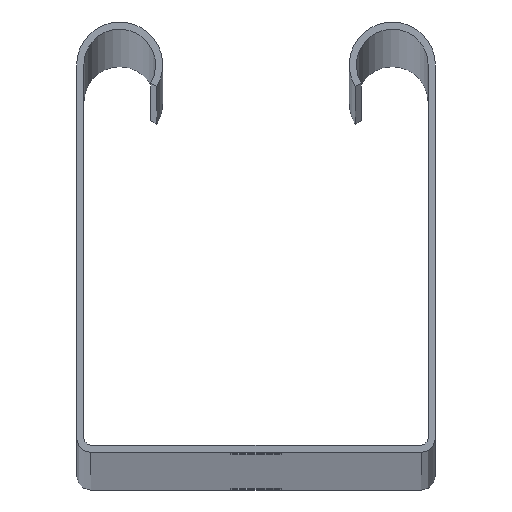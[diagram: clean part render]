
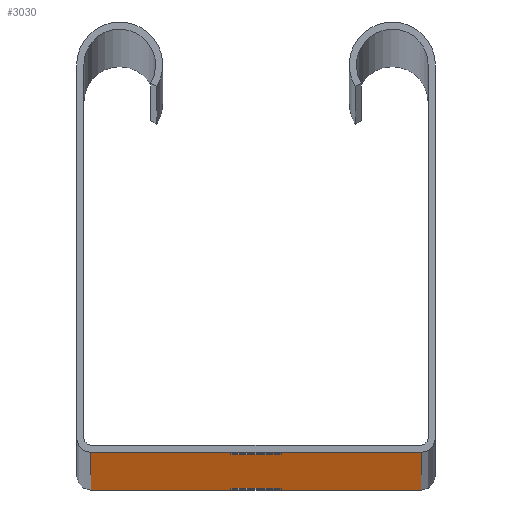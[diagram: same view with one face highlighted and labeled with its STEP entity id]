
A CAD part, top view. The second image highlights one B-rep face of the part: STEP entity #3030.
In plain terms, the highlighted planar face has unit normal (0, -1, 0).
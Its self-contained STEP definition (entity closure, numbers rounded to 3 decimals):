
#16=DIRECTION('',(1.,0.,0.));
#17=VECTOR('',#16,46.);
#18=CARTESIAN_POINT('',(-23.,-1.,-1500.));
#19=LINE('',#18,#17);
#878=DIRECTION('',(0.,0.,1.));
#879=VECTOR('',#878,3000.);
#880=CARTESIAN_POINT('',(23.,-1.,-1500.));
#881=LINE('',#880,#879);
#882=DIRECTION('',(0.,0.,1.));
#883=VECTOR('',#882,3000.);
#884=CARTESIAN_POINT('',(-23.,-1.,-1500.));
#885=LINE('',#884,#883);
#886=CARTESIAN_POINT('',(0.,-1.,1462.5));
#887=DIRECTION('',(0.,1.,0.));
#888=DIRECTION('',(1.,0.,0.));
#889=AXIS2_PLACEMENT_3D('',#886,#887,#888);
#891=DIRECTION('',(0.,0.,-1.));
#892=VECTOR('',#891,25.);
#893=CARTESIAN_POINT('',(3.5,-1.,1487.5));
#894=LINE('',#893,#892);
#895=CARTESIAN_POINT('',(0.,-1.,1487.5));
#896=DIRECTION('',(0.,1.,0.));
#897=DIRECTION('',(-1.,0.,0.));
#898=AXIS2_PLACEMENT_3D('',#895,#896,#897);
#900=DIRECTION('',(0.,0.,1.));
#901=VECTOR('',#900,25.);
#902=CARTESIAN_POINT('',(-3.5,-1.,1462.5));
#903=LINE('',#902,#901);
#904=CARTESIAN_POINT('',(0.,-1.,1412.5));
#905=DIRECTION('',(0.,1.,0.));
#906=DIRECTION('',(1.,0.,0.));
#907=AXIS2_PLACEMENT_3D('',#904,#905,#906);
#909=DIRECTION('',(0.,0.,-1.));
#910=VECTOR('',#909,25.);
#911=CARTESIAN_POINT('',(3.5,-1.,1437.5));
#912=LINE('',#911,#910);
#913=CARTESIAN_POINT('',(0.,-1.,1437.5));
#914=DIRECTION('',(0.,1.,0.));
#915=DIRECTION('',(-1.,0.,0.));
#916=AXIS2_PLACEMENT_3D('',#913,#914,#915);
#918=DIRECTION('',(0.,0.,1.));
#919=VECTOR('',#918,25.);
#920=CARTESIAN_POINT('',(-3.5,-1.,1412.5));
#921=LINE('',#920,#919);
#922=CARTESIAN_POINT('',(0.,-1.,1362.5));
#923=DIRECTION('',(0.,1.,0.));
#924=DIRECTION('',(1.,0.,0.));
#925=AXIS2_PLACEMENT_3D('',#922,#923,#924);
#927=DIRECTION('',(0.,0.,-1.));
#928=VECTOR('',#927,25.);
#929=CARTESIAN_POINT('',(3.5,-1.,1387.5));
#930=LINE('',#929,#928);
#931=CARTESIAN_POINT('',(0.,-1.,1387.5));
#932=DIRECTION('',(0.,1.,0.));
#933=DIRECTION('',(-1.,0.,0.));
#934=AXIS2_PLACEMENT_3D('',#931,#932,#933);
#936=DIRECTION('',(0.,0.,1.));
#937=VECTOR('',#936,25.);
#938=CARTESIAN_POINT('',(-3.5,-1.,1362.5));
#939=LINE('',#938,#937);
#940=CARTESIAN_POINT('',(0.,-1.,-1462.5));
#941=DIRECTION('',(0.,-1.,0.));
#942=DIRECTION('',(1.,0.,0.));
#943=AXIS2_PLACEMENT_3D('',#940,#941,#942);
#945=DIRECTION('',(0.,0.,-1.));
#946=VECTOR('',#945,25.);
#947=CARTESIAN_POINT('',(-3.5,-1.,-1462.5));
#948=LINE('',#947,#946);
#949=CARTESIAN_POINT('',(0.,-1.,-1487.5));
#950=DIRECTION('',(0.,-1.,0.));
#951=DIRECTION('',(-1.,0.,0.));
#952=AXIS2_PLACEMENT_3D('',#949,#950,#951);
#954=DIRECTION('',(0.,0.,1.));
#955=VECTOR('',#954,25.);
#956=CARTESIAN_POINT('',(3.5,-1.,-1487.5));
#957=LINE('',#956,#955);
#958=CARTESIAN_POINT('',(0.,-1.,-1412.5));
#959=DIRECTION('',(0.,-1.,0.));
#960=DIRECTION('',(1.,0.,0.));
#961=AXIS2_PLACEMENT_3D('',#958,#959,#960);
#963=DIRECTION('',(0.,0.,-1.));
#964=VECTOR('',#963,25.);
#965=CARTESIAN_POINT('',(-3.5,-1.,-1412.5));
#966=LINE('',#965,#964);
#967=CARTESIAN_POINT('',(0.,-1.,-1437.5));
#968=DIRECTION('',(0.,-1.,0.));
#969=DIRECTION('',(-1.,0.,0.));
#970=AXIS2_PLACEMENT_3D('',#967,#968,#969);
#972=DIRECTION('',(0.,0.,1.));
#973=VECTOR('',#972,25.);
#974=CARTESIAN_POINT('',(3.5,-1.,-1437.5));
#975=LINE('',#974,#973);
#976=CARTESIAN_POINT('',(0.,-1.,-1362.5));
#977=DIRECTION('',(0.,-1.,0.));
#978=DIRECTION('',(1.,0.,0.));
#979=AXIS2_PLACEMENT_3D('',#976,#977,#978);
#981=DIRECTION('',(0.,0.,-1.));
#982=VECTOR('',#981,25.);
#983=CARTESIAN_POINT('',(-3.5,-1.,-1362.5));
#984=LINE('',#983,#982);
#985=CARTESIAN_POINT('',(0.,-1.,-1387.5));
#986=DIRECTION('',(0.,-1.,0.));
#987=DIRECTION('',(-1.,0.,0.));
#988=AXIS2_PLACEMENT_3D('',#985,#986,#987);
#990=DIRECTION('',(0.,0.,1.));
#991=VECTOR('',#990,25.);
#992=CARTESIAN_POINT('',(3.5,-1.,-1387.5));
#993=LINE('',#992,#991);
#1277=DIRECTION('',(1.,0.,0.));
#1278=VECTOR('',#1277,46.);
#1279=CARTESIAN_POINT('',(-23.,-1.,1500.));
#1280=LINE('',#1279,#1278);
#1776=CARTESIAN_POINT('',(-23.,-1.,-1500.));
#1777=VERTEX_POINT('',#1776);
#1778=CARTESIAN_POINT('',(23.,-1.,-1500.));
#1779=VERTEX_POINT('',#1778);
#1808=CARTESIAN_POINT('',(-23.,-1.,1500.));
#1809=VERTEX_POINT('',#1808);
#1810=CARTESIAN_POINT('',(23.,-1.,1500.));
#1811=VERTEX_POINT('',#1810);
#1834=CARTESIAN_POINT('',(3.5,-1.,1462.5));
#1835=CARTESIAN_POINT('',(-3.5,-1.,1462.5));
#1836=VERTEX_POINT('',#1834);
#1837=VERTEX_POINT('',#1835);
#1838=CARTESIAN_POINT('',(-3.5,-1.,1487.5));
#1839=VERTEX_POINT('',#1838);
#1840=CARTESIAN_POINT('',(3.5,-1.,1487.5));
#1841=VERTEX_POINT('',#1840);
#1850=CARTESIAN_POINT('',(3.5,-1.,1412.5));
#1851=CARTESIAN_POINT('',(-3.5,-1.,1412.5));
#1852=VERTEX_POINT('',#1850);
#1853=VERTEX_POINT('',#1851);
#1854=CARTESIAN_POINT('',(-3.5,-1.,1437.5));
#1855=VERTEX_POINT('',#1854);
#1856=CARTESIAN_POINT('',(3.5,-1.,1437.5));
#1857=VERTEX_POINT('',#1856);
#1866=CARTESIAN_POINT('',(3.5,-1.,1362.5));
#1867=CARTESIAN_POINT('',(-3.5,-1.,1362.5));
#1868=VERTEX_POINT('',#1866);
#1869=VERTEX_POINT('',#1867);
#1870=CARTESIAN_POINT('',(-3.5,-1.,1387.5));
#1871=VERTEX_POINT('',#1870);
#1872=CARTESIAN_POINT('',(3.5,-1.,1387.5));
#1873=VERTEX_POINT('',#1872);
#2075=CARTESIAN_POINT('',(3.5,-1.,-1462.5));
#2077=VERTEX_POINT('',#2075);
#2079=CARTESIAN_POINT('',(-3.5,-1.,-1462.5));
#2081=VERTEX_POINT('',#2079);
#2083=CARTESIAN_POINT('',(-3.5,-1.,-1487.5));
#2085=VERTEX_POINT('',#2083);
#2087=CARTESIAN_POINT('',(3.5,-1.,-1487.5));
#2089=VERTEX_POINT('',#2087);
#2091=CARTESIAN_POINT('',(3.5,-1.,-1412.5));
#2093=VERTEX_POINT('',#2091);
#2095=CARTESIAN_POINT('',(-3.5,-1.,-1412.5));
#2097=VERTEX_POINT('',#2095);
#2099=CARTESIAN_POINT('',(-3.5,-1.,-1437.5));
#2101=VERTEX_POINT('',#2099);
#2103=CARTESIAN_POINT('',(3.5,-1.,-1437.5));
#2105=VERTEX_POINT('',#2103);
#2298=CARTESIAN_POINT('',(3.5,-1.,-1362.5));
#2299=CARTESIAN_POINT('',(-3.5,-1.,-1362.5));
#2300=VERTEX_POINT('',#2298);
#2301=VERTEX_POINT('',#2299);
#2302=CARTESIAN_POINT('',(-3.5,-1.,-1387.5));
#2303=VERTEX_POINT('',#2302);
#2304=CARTESIAN_POINT('',(3.5,-1.,-1387.5));
#2305=VERTEX_POINT('',#2304);
#2957=CARTESIAN_POINT('',(-23.,-1.,-1500.));
#2958=DIRECTION('',(0.,-1.,0.));
#2959=DIRECTION('',(1.,0.,0.));
#2960=AXIS2_PLACEMENT_3D('',#2957,#2958,#2959);
#2961=PLANE('',#2960);
#2962=ORIENTED_EDGE('',*,*,#2325,.F.);
#2964=ORIENTED_EDGE('',*,*,#2963,.T.);
#2966=ORIENTED_EDGE('',*,*,#2965,.T.);
#2967=ORIENTED_EDGE('',*,*,#2949,.F.);
#2968=EDGE_LOOP('',(#2962,#2964,#2966,#2967));
#2969=FACE_OUTER_BOUND('',#2968,.F.);
#2971=ORIENTED_EDGE('',*,*,#2970,.F.);
#2973=ORIENTED_EDGE('',*,*,#2972,.F.);
#2975=ORIENTED_EDGE('',*,*,#2974,.F.);
#2977=ORIENTED_EDGE('',*,*,#2976,.F.);
#2978=EDGE_LOOP('',(#2971,#2973,#2975,#2977));
#2979=FACE_BOUND('',#2978,.F.);
#2981=ORIENTED_EDGE('',*,*,#2980,.F.);
#2983=ORIENTED_EDGE('',*,*,#2982,.F.);
#2985=ORIENTED_EDGE('',*,*,#2984,.F.);
#2987=ORIENTED_EDGE('',*,*,#2986,.F.);
#2988=EDGE_LOOP('',(#2981,#2983,#2985,#2987));
#2989=FACE_BOUND('',#2988,.F.);
#2991=ORIENTED_EDGE('',*,*,#2990,.F.);
#2993=ORIENTED_EDGE('',*,*,#2992,.F.);
#2995=ORIENTED_EDGE('',*,*,#2994,.F.);
#2997=ORIENTED_EDGE('',*,*,#2996,.F.);
#2998=EDGE_LOOP('',(#2991,#2993,#2995,#2997));
#2999=FACE_BOUND('',#2998,.F.);
#3001=ORIENTED_EDGE('',*,*,#3000,.T.);
#3003=ORIENTED_EDGE('',*,*,#3002,.T.);
#3005=ORIENTED_EDGE('',*,*,#3004,.T.);
#3007=ORIENTED_EDGE('',*,*,#3006,.T.);
#3008=EDGE_LOOP('',(#3001,#3003,#3005,#3007));
#3009=FACE_BOUND('',#3008,.F.);
#3011=ORIENTED_EDGE('',*,*,#3010,.T.);
#3013=ORIENTED_EDGE('',*,*,#3012,.T.);
#3015=ORIENTED_EDGE('',*,*,#3014,.T.);
#3017=ORIENTED_EDGE('',*,*,#3016,.T.);
#3018=EDGE_LOOP('',(#3011,#3013,#3015,#3017));
#3019=FACE_BOUND('',#3018,.F.);
#3021=ORIENTED_EDGE('',*,*,#3020,.T.);
#3023=ORIENTED_EDGE('',*,*,#3022,.T.);
#3025=ORIENTED_EDGE('',*,*,#3024,.T.);
#3027=ORIENTED_EDGE('',*,*,#3026,.T.);
#3028=EDGE_LOOP('',(#3021,#3023,#3025,#3027));
#3029=FACE_BOUND('',#3028,.F.);
#3030=ADVANCED_FACE('',(#2969,#2979,#2989,#2999,#3009,#3019,#3029),#2961,.T.);
#890=CIRCLE('',#889,3.5);
#899=CIRCLE('',#898,3.5);
#908=CIRCLE('',#907,3.5);
#917=CIRCLE('',#916,3.5);
#926=CIRCLE('',#925,3.5);
#935=CIRCLE('',#934,3.5);
#944=CIRCLE('',#943,3.5);
#953=CIRCLE('',#952,3.5);
#962=CIRCLE('',#961,3.5);
#971=CIRCLE('',#970,3.5);
#980=CIRCLE('',#979,3.5);
#989=CIRCLE('',#988,3.5);
#2325=EDGE_CURVE('',#1777,#1779,#19,.T.);
#2949=EDGE_CURVE('',#1779,#1811,#881,.T.);
#2963=EDGE_CURVE('',#1777,#1809,#885,.T.);
#2965=EDGE_CURVE('',#1809,#1811,#1280,.T.);
#2970=EDGE_CURVE('',#1836,#1837,#890,.T.);
#2972=EDGE_CURVE('',#1841,#1836,#894,.T.);
#2974=EDGE_CURVE('',#1839,#1841,#899,.T.);
#2976=EDGE_CURVE('',#1837,#1839,#903,.T.);
#2980=EDGE_CURVE('',#1852,#1853,#908,.T.);
#2982=EDGE_CURVE('',#1857,#1852,#912,.T.);
#2984=EDGE_CURVE('',#1855,#1857,#917,.T.);
#2986=EDGE_CURVE('',#1853,#1855,#921,.T.);
#2990=EDGE_CURVE('',#1868,#1869,#926,.T.);
#2992=EDGE_CURVE('',#1873,#1868,#930,.T.);
#2994=EDGE_CURVE('',#1871,#1873,#935,.T.);
#2996=EDGE_CURVE('',#1869,#1871,#939,.T.);
#3000=EDGE_CURVE('',#2077,#2081,#944,.T.);
#3002=EDGE_CURVE('',#2081,#2085,#948,.T.);
#3004=EDGE_CURVE('',#2085,#2089,#953,.T.);
#3006=EDGE_CURVE('',#2089,#2077,#957,.T.);
#3010=EDGE_CURVE('',#2093,#2097,#962,.T.);
#3012=EDGE_CURVE('',#2097,#2101,#966,.T.);
#3014=EDGE_CURVE('',#2101,#2105,#971,.T.);
#3016=EDGE_CURVE('',#2105,#2093,#975,.T.);
#3020=EDGE_CURVE('',#2300,#2301,#980,.T.);
#3022=EDGE_CURVE('',#2301,#2303,#984,.T.);
#3024=EDGE_CURVE('',#2303,#2305,#989,.T.);
#3026=EDGE_CURVE('',#2305,#2300,#993,.T.);
